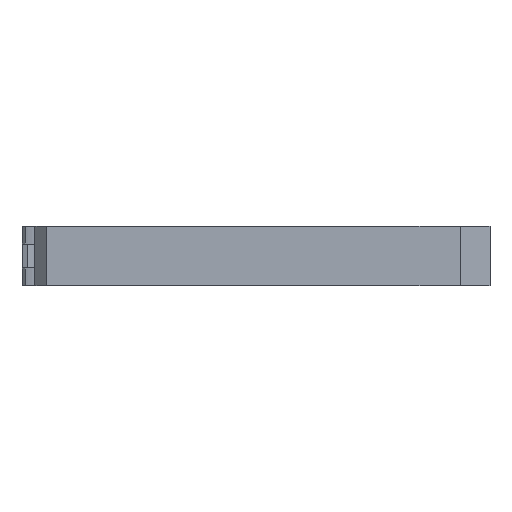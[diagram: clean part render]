
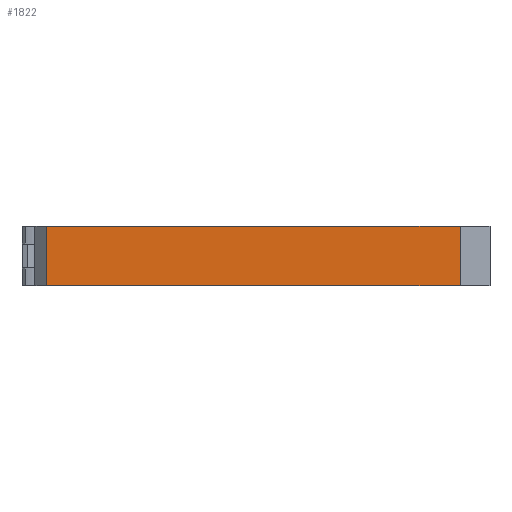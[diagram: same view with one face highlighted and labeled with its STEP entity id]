
A CAD part, front view. The second image highlights one B-rep face of the part: STEP entity #1822.
In plain terms, the highlighted planar face has unit normal (0, -1, 0).
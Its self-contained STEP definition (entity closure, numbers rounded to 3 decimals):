
#32 = PLANE('',#33);
#33 = AXIS2_PLACEMENT_3D('',#34,#35,#36);
#34 = CARTESIAN_POINT('',(-37.477,-40.305,10.));
#35 = DIRECTION('',(0.,0.,1.));
#36 = DIRECTION('',(0.707,0.707,0.));
#709 = VERTEX_POINT('',#710);
#710 = CARTESIAN_POINT('',(-69.905,-0.811,10.));
#723 = PLANE('',#724);
#724 = AXIS2_PLACEMENT_3D('',#725,#726,#727);
#725 = CARTESIAN_POINT('',(-68.858,-1.858,-1.));
#726 = DIRECTION('',(0.707,0.707,0.));
#727 = DIRECTION('',(0.,0.,1.));
#734 = EDGE_CURVE('',#735,#709,#737,.T.);
#735 = VERTEX_POINT('',#736);
#736 = CARTESIAN_POINT('',(-0.811,-0.811,10.));
#737 = SURFACE_CURVE('',#738,(#742,#748),.PCURVE_S1.);
#738 = LINE('',#739,#740);
#739 = CARTESIAN_POINT('',(-17.324,-0.811,10.));
#740 = VECTOR('',#741,1.);
#741 = DIRECTION('',(-1.,0.,0.));
#742 = PCURVE('',#32,#743);
#743 = DEFINITIONAL_REPRESENTATION('',(#744),#747);
#744 = B_SPLINE_CURVE_WITH_KNOTS('',1,(#745,#746),.UNSPECIFIED.,.F.,.F.,
  (2,2),(-23.616,61.621),.PIECEWISE_BEZIER_KNOTS.);
#745 = CARTESIAN_POINT('',(58.875,-3.023));
#746 = CARTESIAN_POINT('',(-1.396,57.249));
#747 = ( GEOMETRIC_REPRESENTATION_CONTEXT(2) 
PARAMETRIC_REPRESENTATION_CONTEXT() REPRESENTATION_CONTEXT('2D SPACE',''
  ) );
#748 = PCURVE('',#749,#754);
#749 = PLANE('',#750);
#750 = AXIS2_PLACEMENT_3D('',#751,#752,#753);
#751 = CARTESIAN_POINT('',(2.828,-0.811,-1.));
#752 = DIRECTION('',(0.,1.,0.));
#753 = DIRECTION('',(0.,0.,1.));
#754 = DEFINITIONAL_REPRESENTATION('',(#755),#758);
#755 = B_SPLINE_CURVE_WITH_KNOTS('',1,(#756,#757),.UNSPECIFIED.,.F.,.F.,
  (2,2),(-23.616,61.621),.PIECEWISE_BEZIER_KNOTS.);
#756 = CARTESIAN_POINT('',(11.,3.463));
#757 = CARTESIAN_POINT('',(11.,-81.774));
#758 = ( GEOMETRIC_REPRESENTATION_CONTEXT(2) 
PARAMETRIC_REPRESENTATION_CONTEXT() REPRESENTATION_CONTEXT('2D SPACE',''
  ) );
#775 = PLANE('',#776);
#776 = AXIS2_PLACEMENT_3D('',#777,#778,#779);
#777 = CARTESIAN_POINT('',(-13.435,-13.435,-1.));
#778 = DIRECTION('',(-0.707,0.707,0.));
#779 = DIRECTION('',(0.,0.,1.));
#1611 = PLANE('',#1612);
#1612 = AXIS2_PLACEMENT_3D('',#1613,#1614,#1615);
#1613 = CARTESIAN_POINT('',(-37.477,-40.305,0.));
#1614 = DIRECTION('',(0.,0.,1.));
#1615 = DIRECTION('',(0.707,0.707,0.));
#1782 = VERTEX_POINT('',#1783);
#1783 = CARTESIAN_POINT('',(-0.811,-0.811,0.));
#1802 = EDGE_CURVE('',#735,#1782,#1803,.T.);
#1803 = SURFACE_CURVE('',#1804,(#1808,#1814),.PCURVE_S1.);
#1804 = LINE('',#1805,#1806);
#1805 = CARTESIAN_POINT('',(-0.811,-0.811,-1.));
#1806 = VECTOR('',#1807,1.);
#1807 = DIRECTION('',(0.,0.,-1.));
#1808 = PCURVE('',#775,#1809);
#1809 = DEFINITIONAL_REPRESENTATION('',(#1810),#1813);
#1810 = B_SPLINE_CURVE_WITH_KNOTS('',1,(#1811,#1812),.UNSPECIFIED.,.F.,
  .F.,(2,2),(-14.3,1.3),.PIECEWISE_BEZIER_KNOTS.);
#1811 = CARTESIAN_POINT('',(14.3,17.853));
#1812 = CARTESIAN_POINT('',(-1.3,17.853));
#1813 = ( GEOMETRIC_REPRESENTATION_CONTEXT(2) 
PARAMETRIC_REPRESENTATION_CONTEXT() REPRESENTATION_CONTEXT('2D SPACE',''
  ) );
#1814 = PCURVE('',#749,#1815);
#1815 = DEFINITIONAL_REPRESENTATION('',(#1816),#1819);
#1816 = B_SPLINE_CURVE_WITH_KNOTS('',1,(#1817,#1818),.UNSPECIFIED.,.F.,
  .F.,(2,2),(-14.3,1.3),.PIECEWISE_BEZIER_KNOTS.);
#1817 = CARTESIAN_POINT('',(14.3,-3.64));
#1818 = CARTESIAN_POINT('',(-1.3,-3.64));
#1819 = ( GEOMETRIC_REPRESENTATION_CONTEXT(2) 
PARAMETRIC_REPRESENTATION_CONTEXT() REPRESENTATION_CONTEXT('2D SPACE',''
  ) );
#1822 = ADVANCED_FACE('',(#1823),#749,.F.);
#1823 = FACE_BOUND('',#1824,.F.);
#1824 = EDGE_LOOP('',(#1825,#1826,#1827,#1848));
#1825 = ORIENTED_EDGE('',*,*,#734,.F.);
#1826 = ORIENTED_EDGE('',*,*,#1802,.T.);
#1827 = ORIENTED_EDGE('',*,*,#1828,.T.);
#1828 = EDGE_CURVE('',#1782,#1829,#1831,.T.);
#1829 = VERTEX_POINT('',#1830);
#1830 = CARTESIAN_POINT('',(-69.905,-0.811,0.));
#1831 = SURFACE_CURVE('',#1832,(#1836,#1842),.PCURVE_S1.);
#1832 = LINE('',#1833,#1834);
#1833 = CARTESIAN_POINT('',(-17.324,-0.811,0.));
#1834 = VECTOR('',#1835,1.);
#1835 = DIRECTION('',(-1.,0.,0.));
#1836 = PCURVE('',#749,#1837);
#1837 = DEFINITIONAL_REPRESENTATION('',(#1838),#1841);
#1838 = B_SPLINE_CURVE_WITH_KNOTS('',1,(#1839,#1840),.UNSPECIFIED.,.F.,
  .F.,(2,2),(-23.616,61.621),.PIECEWISE_BEZIER_KNOTS.);
#1839 = CARTESIAN_POINT('',(1.,3.463));
#1840 = CARTESIAN_POINT('',(1.,-81.774));
#1841 = ( GEOMETRIC_REPRESENTATION_CONTEXT(2) 
PARAMETRIC_REPRESENTATION_CONTEXT() REPRESENTATION_CONTEXT('2D SPACE',''
  ) );
#1842 = PCURVE('',#1611,#1843);
#1843 = DEFINITIONAL_REPRESENTATION('',(#1844),#1847);
#1844 = B_SPLINE_CURVE_WITH_KNOTS('',1,(#1845,#1846),.UNSPECIFIED.,.F.,
  .F.,(2,2),(-23.616,61.621),.PIECEWISE_BEZIER_KNOTS.);
#1845 = CARTESIAN_POINT('',(58.875,-3.023));
#1846 = CARTESIAN_POINT('',(-1.396,57.249));
#1847 = ( GEOMETRIC_REPRESENTATION_CONTEXT(2) 
PARAMETRIC_REPRESENTATION_CONTEXT() REPRESENTATION_CONTEXT('2D SPACE',''
  ) );
#1848 = ORIENTED_EDGE('',*,*,#1849,.F.);
#1849 = EDGE_CURVE('',#709,#1829,#1850,.T.);
#1850 = SURFACE_CURVE('',#1851,(#1855,#1861),.PCURVE_S1.);
#1851 = LINE('',#1852,#1853);
#1852 = CARTESIAN_POINT('',(-69.905,-0.811,-1.));
#1853 = VECTOR('',#1854,1.);
#1854 = DIRECTION('',(0.,0.,-1.));
#1855 = PCURVE('',#749,#1856);
#1856 = DEFINITIONAL_REPRESENTATION('',(#1857),#1860);
#1857 = B_SPLINE_CURVE_WITH_KNOTS('',1,(#1858,#1859),.UNSPECIFIED.,.F.,
  .F.,(2,2),(-12.,0.),.PIECEWISE_BEZIER_KNOTS.);
#1858 = CARTESIAN_POINT('',(12.,-72.733));
#1859 = CARTESIAN_POINT('',(0.,-72.733));
#1860 = ( GEOMETRIC_REPRESENTATION_CONTEXT(2) 
PARAMETRIC_REPRESENTATION_CONTEXT() REPRESENTATION_CONTEXT('2D SPACE',''
  ) );
#1861 = PCURVE('',#723,#1862);
#1862 = DEFINITIONAL_REPRESENTATION('',(#1863),#1866);
#1863 = B_SPLINE_CURVE_WITH_KNOTS('',1,(#1864,#1865),.UNSPECIFIED.,.F.,
  .F.,(2,2),(-12.,0.),.PIECEWISE_BEZIER_KNOTS.);
#1864 = CARTESIAN_POINT('',(12.,-1.48));
#1865 = CARTESIAN_POINT('',(0.,-1.48));
#1866 = ( GEOMETRIC_REPRESENTATION_CONTEXT(2) 
PARAMETRIC_REPRESENTATION_CONTEXT() REPRESENTATION_CONTEXT('2D SPACE',''
  ) );
